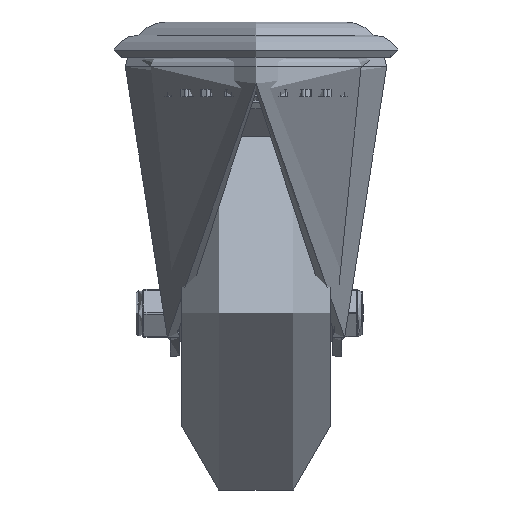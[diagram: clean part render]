
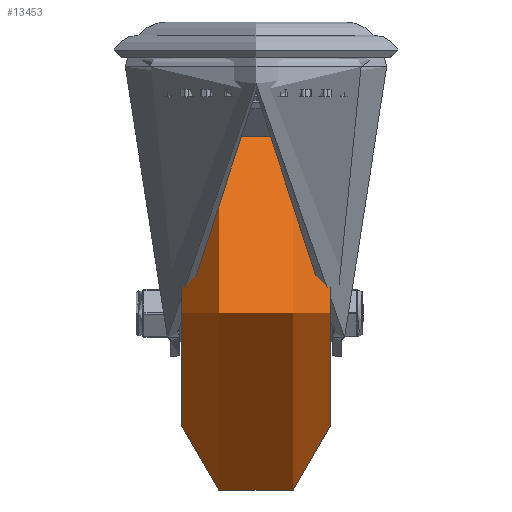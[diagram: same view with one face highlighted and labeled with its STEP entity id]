
A CAD part, left-side view. The second image highlights one B-rep face of the part: STEP entity #13453.
In plain terms, the highlighted toroidal (fillet/blend) face has major radius 30 mm and minor radius 20 mm.
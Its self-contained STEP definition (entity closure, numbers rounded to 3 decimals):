
#3625=FACE_OUTER_BOUND('',#4431,.T.);
#4431=EDGE_LOOP('',(#9338,#9339,#9340,#9341));
#5343=CIRCLE('',#14468,30.);
#5344=CIRCLE('',#14469,20.);
#5345=CIRCLE('',#14470,30.);
#5965=VERTEX_POINT('',#19656);
#5966=VERTEX_POINT('',#19658);
#7292=EDGE_CURVE('',#5965,#5965,#5343,.T.);
#7293=EDGE_CURVE('',#5965,#5966,#5344,.T.);
#7294=EDGE_CURVE('',#5966,#5966,#5345,.T.);
#9338=ORIENTED_EDGE('',*,*,#7292,.T.);
#9339=ORIENTED_EDGE('',*,*,#7293,.T.);
#9340=ORIENTED_EDGE('',*,*,#7294,.T.);
#9341=ORIENTED_EDGE('',*,*,#7293,.F.);
#13430=TOROIDAL_SURFACE('',#14467,30.,20.);
#13453=ADVANCED_FACE('',(#3625),#13430,.T.);
#14467=AXIS2_PLACEMENT_3D('',#19655,#15865,#15866);
#14468=AXIS2_PLACEMENT_3D('',#19657,#15867,#15868);
#14469=AXIS2_PLACEMENT_3D('',#19659,#15869,#15870);
#14470=AXIS2_PLACEMENT_3D('',#19660,#15871,#15872);
#15865=DIRECTION('center_axis',(0.,1.,0.));
#15866=DIRECTION('ref_axis',(0.,0.,
-1.));
#15867=DIRECTION('center_axis',(0.,-1.,0.));
#15868=DIRECTION('ref_axis',(0.,0.,
-1.));
#15869=DIRECTION('center_axis',(1.,0.,0.));
#15870=DIRECTION('ref_axis',(0.,0.,
1.));
#15871=DIRECTION('center_axis',(0.,1.,0.));
#15872=DIRECTION('ref_axis',(0.,0.,
-1.));
#19655=CARTESIAN_POINT('Origin',(0.,0.,
0.));
#19656=CARTESIAN_POINT('',(0.,20.,30.));
#19657=CARTESIAN_POINT('Origin',(0.,20.,0.));
#19658=CARTESIAN_POINT('',(0.,-20.,30.));
#19659=CARTESIAN_POINT('Origin',(0.,0.,
30.));
#19660=CARTESIAN_POINT('Origin',(0.,-20.,
0.));
